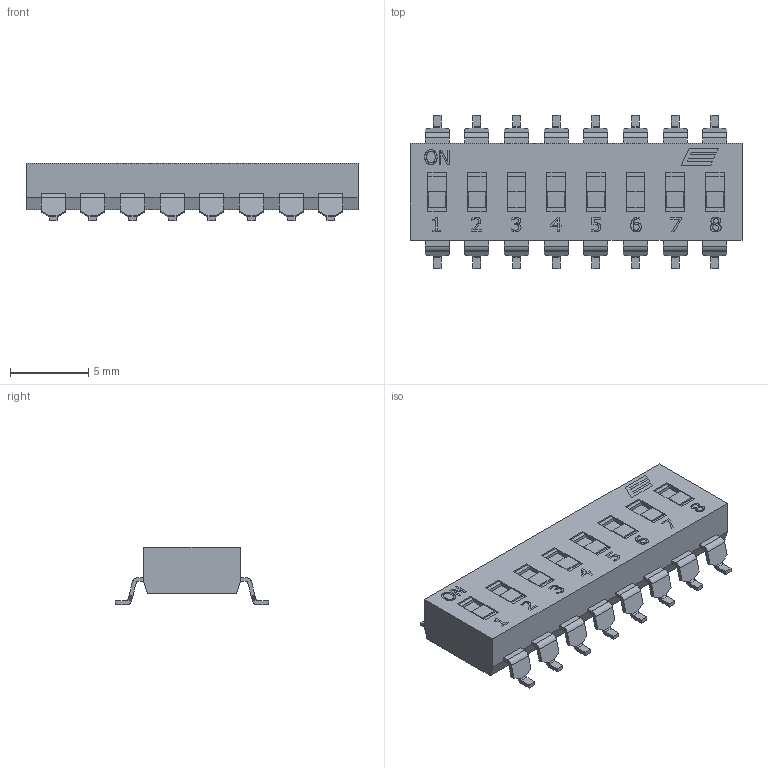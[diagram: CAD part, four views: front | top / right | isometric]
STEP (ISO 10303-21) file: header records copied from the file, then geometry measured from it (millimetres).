
FILE_DESCRIPTION(/* description */ (''),/* implementation_level */ '2;1');
FILE_NAME(/* name */ 'KAE08SGGx.stp',/* time_stamp */ '2025-05-21T10:02:20-05:00',/* author */ ('mroman'),/* organization */ (''),/* preprocessor_version */ 'ST-DEVELOPER v18.1',/* originating_system */ 'Autodesk Inventor 2022',/* authorisation */ '');
FILE_SCHEMA (('AUTOMOTIVE_DESIGN { 1 0 10303 214 3 1 1 }'));
Length unit declared in the file: centimetre
Products named in the file (1): KAE08SGGx
Bounding box: 21.26 x 9.8 x 3.7 mm (x, y, z)
Volume: 400.5 mm3; surface area: 565.8 mm2
Topology: 1 solids, 1 shells, 590 faces, 1580 edges, 1016 vertices
Faces by surface type: plane 430, bspline 96, cylinder 64
Entity records: 18896 total; most frequent: CARTESIAN_POINT 4724, ORIENTED_EDGE 3160, DIRECTION 2506, EDGE_CURVE 1580, LINE 1260, VECTOR 1260, VERTEX_POINT 1016, AXIS2_PLACEMENT_3D 623
